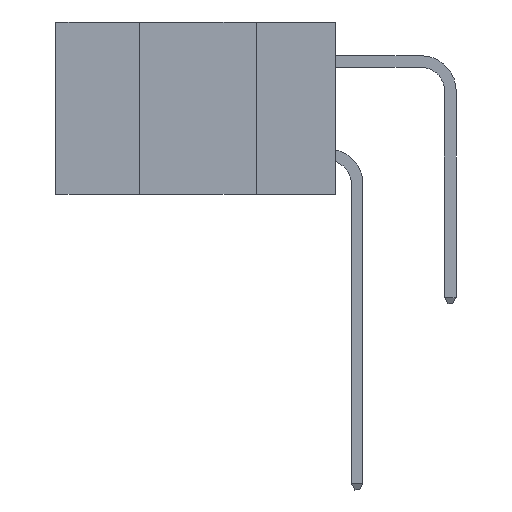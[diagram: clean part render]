
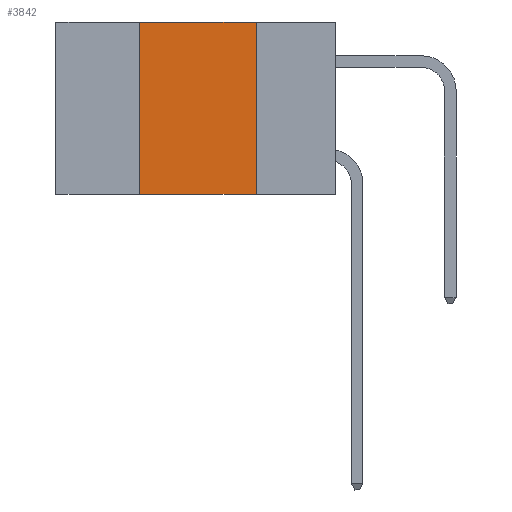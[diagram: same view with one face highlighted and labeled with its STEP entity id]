
A CAD part, left-side view. The second image highlights one B-rep face of the part: STEP entity #3842.
In plain terms, the highlighted planar face has unit normal (-1, 0, 0).
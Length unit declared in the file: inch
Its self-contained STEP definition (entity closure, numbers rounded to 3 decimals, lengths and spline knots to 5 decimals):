
#663 = CARTESIAN_POINT ( 'NONE',  ( 0., 0.17, 0. ) ) ;
#714 = PLANE ( 'NONE',  #3813 ) ;
#1001 = EDGE_CURVE ( 'NONE', #10937, #14115, #8805, .T. ) ;
#1900 = DIRECTION ( 'NONE',  ( 0., 0., -1. ) ) ;
#2223 = DIRECTION ( 'NONE',  ( 0., -1., 0. ) ) ;
#2463 = VECTOR ( 'NONE', #7550, 39.37008 ) ;
#2511 = VECTOR ( 'NONE', #1900, 39.37008 ) ;
#3112 = VECTOR ( 'NONE', #12024, 39.37008 ) ;
#3188 = DIRECTION ( 'NONE',  ( 0., 0., -1. ) ) ;
#3385 = CARTESIAN_POINT ( 'NONE',  ( 0., 0.6, -0.37 ) ) ;
#3813 = AXIS2_PLACEMENT_3D ( 'NONE', #9074, #10255, #3188 ) ;
#3842 = ADVANCED_FACE ( 'NONE', ( #14929 ), #714, .F. ) ;
#3977 = CARTESIAN_POINT ( 'NONE',  ( 0., 0.17, -0.37 ) ) ;
#4010 = CARTESIAN_POINT ( 'NONE',  ( 0., 0.42, 0. ) ) ;
#6338 = LINE ( 'NONE', #4010, #2463 ) ;
#6438 = EDGE_LOOP ( 'NONE', ( #14601, #10717, #9072, #12366 ) ) ;
#7014 = LINE ( 'NONE', #3385, #9798 ) ;
#7072 = CARTESIAN_POINT ( 'NONE',  ( 0., 0.17, 0. ) ) ;
#7550 = DIRECTION ( 'NONE',  ( 0., 0., 1. ) ) ;
#7554 = CARTESIAN_POINT ( 'NONE',  ( 0., 0.42, -0.37 ) ) ;
#8805 = LINE ( 'NONE', #663, #2511 ) ;
#9072 = ORIENTED_EDGE ( 'NONE', *, *, #11874, .F. ) ;
#9074 = CARTESIAN_POINT ( 'NONE',  ( 0., 0.6, 0. ) ) ;
#9405 = LINE ( 'NONE', #9717, #3112 ) ;
#9717 = CARTESIAN_POINT ( 'NONE',  ( 0., 0.6, 0. ) ) ;
#9798 = VECTOR ( 'NONE', #2223, 39.37008 ) ;
#10255 = DIRECTION ( 'NONE',  ( 1., 0., 0. ) ) ;
#10717 = ORIENTED_EDGE ( 'NONE', *, *, #11078, .F. ) ;
#10937 = VERTEX_POINT ( 'NONE', #7072 ) ;
#11078 = EDGE_CURVE ( 'NONE', #12843, #10937, #9405, .T. ) ;
#11874 = EDGE_CURVE ( 'NONE', #14752, #12843, #6338, .T. ) ;
#12024 = DIRECTION ( 'NONE',  ( 0., -1., 0. ) ) ;
#12366 = ORIENTED_EDGE ( 'NONE', *, *, #13829, .T. ) ;
#12843 = VERTEX_POINT ( 'NONE', #12979 ) ;
#12979 = CARTESIAN_POINT ( 'NONE',  ( 0., 0.42, 0. ) ) ;
#13829 = EDGE_CURVE ( 'NONE', #14752, #14115, #7014, .T. ) ;
#14115 = VERTEX_POINT ( 'NONE', #3977 ) ;
#14601 = ORIENTED_EDGE ( 'NONE', *, *, #1001, .F. ) ;
#14752 = VERTEX_POINT ( 'NONE', #7554 ) ;
#14929 = FACE_OUTER_BOUND ( 'NONE', #6438, .T. ) ;
